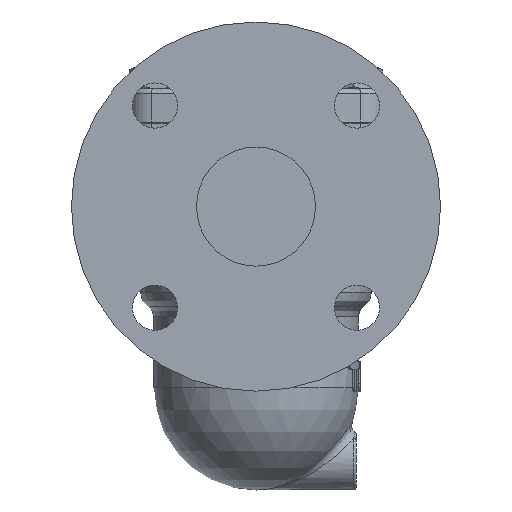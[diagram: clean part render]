
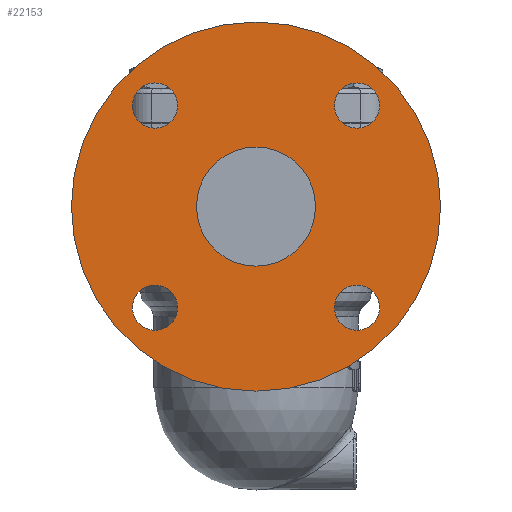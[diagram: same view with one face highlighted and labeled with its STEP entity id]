
A CAD part, left-side view. The second image highlights one B-rep face of the part: STEP entity #22153.
In plain terms, the highlighted planar face has unit normal (-1, 0, 0).
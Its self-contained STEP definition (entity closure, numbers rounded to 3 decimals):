
#21488=CARTESIAN_POINT('',(-122.,0.,-96.5));
#21489=VERTEX_POINT('',#21488);
#21490=CARTESIAN_POINT('',(-122.,0.0,-19.));
#21491=DIRECTION('',(-1.0,0.0,0.0));
#21492=DIRECTION('',(0.0,0.0,1.0));
#21493=AXIS2_PLACEMENT_3D('',#21490,#21491,#21492);
#21494=CIRCLE('',#21493,77.5);
#21495=EDGE_CURVE('',#21489,#21489,#21494,.T.);
#21540=CARTESIAN_POINT('',(-122.,0.,-44.));
#21541=VERTEX_POINT('',#21540);
#21542=CARTESIAN_POINT('',(-122.,0.0,-19.));
#21543=DIRECTION('',(1.0,0.0,0.0));
#21544=DIRECTION('',(0.0,0.0,1.0));
#21545=AXIS2_PLACEMENT_3D('',#21542,#21543,#21544);
#21546=CIRCLE('',#21545,25.0);
#21547=EDGE_CURVE('',#21541,#21541,#21546,.T.);
#21569=CARTESIAN_POINT('',(-122.,-32.926,23.426));
#21570=VERTEX_POINT('',#21569);
#21571=CARTESIAN_POINT('',(-122.0,-42.426,23.426));
#21572=DIRECTION('',(1.0,0.0,0.0));
#21573=DIRECTION('',(0.0,1.0,0.0));
#21574=AXIS2_PLACEMENT_3D('',#21571,#21572,#21573);
#21575=CIRCLE('',#21574,9.5);
#21576=EDGE_CURVE('',#21570,#21570,#21575,.T.);
#21589=CARTESIAN_POINT('',(-122.,-42.426,-51.926));
#21590=VERTEX_POINT('',#21589);
#21591=CARTESIAN_POINT('',(-122.0,-42.426,-61.426));
#21592=DIRECTION('',(1.0,0.0,0.0));
#21593=DIRECTION('',(0.0,0.0,1.0));
#21594=AXIS2_PLACEMENT_3D('',#21591,#21592,#21593);
#21595=CIRCLE('',#21594,9.5);
#21596=EDGE_CURVE('',#21590,#21590,#21595,.T.);
#21609=CARTESIAN_POINT('',(-122.,32.926,-61.426));
#21610=VERTEX_POINT('',#21609);
#21611=CARTESIAN_POINT('',(-122.0,42.426,-61.426));
#21612=DIRECTION('',(1.0,0.0,0.0));
#21613=DIRECTION('',(0.0,-1.0,0.0));
#21614=AXIS2_PLACEMENT_3D('',#21611,#21612,#21613);
#21615=CIRCLE('',#21614,9.5);
#21616=EDGE_CURVE('',#21610,#21610,#21615,.T.);
#21629=CARTESIAN_POINT('',(-122.,42.426,13.926));
#21630=VERTEX_POINT('',#21629);
#21631=CARTESIAN_POINT('',(-122.0,42.426,23.426));
#21632=DIRECTION('',(1.0,0.0,0.0));
#21633=DIRECTION('',(0.0,0.0,-1.0));
#21634=AXIS2_PLACEMENT_3D('',#21631,#21632,#21633);
#21635=CIRCLE('',#21634,9.5);
#21636=EDGE_CURVE('',#21630,#21630,#21635,.T.);
#22130=CARTESIAN_POINT('',(-122.,0.0,-38.0));
#22131=DIRECTION('',(-1.0,0.0,0.0));
#22132=DIRECTION('',(0.0,0.0,1.0));
#22133=AXIS2_PLACEMENT_3D('',#22130,#22131,#22132);
#22134=PLANE('',#22133);
#22135=ORIENTED_EDGE('',*,*,#21495,.T.);
#22136=EDGE_LOOP('',(#22135));
#22137=FACE_OUTER_BOUND('',#22136,.T.);
#22138=ORIENTED_EDGE('',*,*,#21547,.T.);
#22139=EDGE_LOOP('',(#22138));
#22140=FACE_BOUND('',#22139,.T.);
#22141=ORIENTED_EDGE('',*,*,#21576,.T.);
#22142=EDGE_LOOP('',(#22141));
#22143=FACE_BOUND('',#22142,.T.);
#22144=ORIENTED_EDGE('',*,*,#21596,.T.);
#22145=EDGE_LOOP('',(#22144));
#22146=FACE_BOUND('',#22145,.T.);
#22147=ORIENTED_EDGE('',*,*,#21616,.T.);
#22148=EDGE_LOOP('',(#22147));
#22149=FACE_BOUND('',#22148,.T.);
#22150=ORIENTED_EDGE('',*,*,#21636,.T.);
#22151=EDGE_LOOP('',(#22150));
#22152=FACE_BOUND('',#22151,.T.);
#22153=ADVANCED_FACE('',(#22137,#22140,#22143,#22146,#22149,#22152),#22134,.T.);
